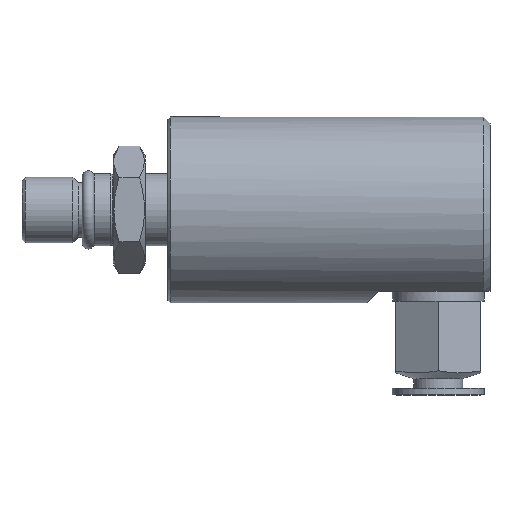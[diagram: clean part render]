
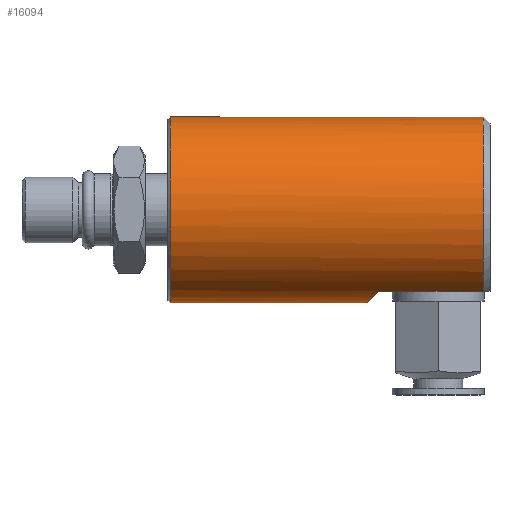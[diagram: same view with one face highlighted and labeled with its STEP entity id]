
A CAD part, top view. The second image highlights one B-rep face of the part: STEP entity #16094.
In plain terms, the highlighted cylindrical face has radius 14.185 mm (diameter 28.37 mm), a full revolution.
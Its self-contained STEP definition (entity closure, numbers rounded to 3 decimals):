
#95=ELLIPSE('',#16837,20.061,14.185);
#96=ELLIPSE('',#16838,20.061,14.185);
#2112=LINE('',#28119,#3712);
#2145=LINE('',#28274,#3745);
#2149=LINE('',#28302,#3749);
#2150=LINE('',#28310,#3750);
#2172=LINE('',#28514,#3772);
#2173=LINE('',#28515,#3773);
#2174=LINE('',#28518,#3774);
#2175=LINE('',#28539,#3775);
#3712=VECTOR('',#19523,3.108);
#3745=VECTOR('',#19670,3.108);
#3749=VECTOR('',#19706,5.346);
#3750=VECTOR('',#19707,5.346);
#3772=VECTOR('',#19889,7.546);
#3773=VECTOR('',#19890,7.546);
#3774=VECTOR('',#19893,14.185);
#3775=VECTOR('',#19894,14.185);
#4311=B_SPLINE_CURVE_WITH_KNOTS('',3,(#28520,#28521,#28522,#28523,#28524,
#28525,#28526,#28527,#28528,#28529,#28530,#28531,#28532,#28533,#28534,#28535,
#28536,#28537),.UNSPECIFIED.,.F.,.F.,(4,2,2,2,2,2,2,2,4),(-0.384,
-0.352,-0.32,-0.288,-0.256,
-0.224,-0.192,-0.16,-0.128),
 .UNSPECIFIED.);
#4312=B_SPLINE_CURVE_WITH_KNOTS('',3,(#28543,#28544,#28545,#28546,#28547,
#28548,#28549,#28550,#28551,#28552,#28553,#28554,#28555,#28556,#28557,#28558,
#28559,#28560,#28561),.UNSPECIFIED.,.F.,.F.,(4,2,2,2,3,2,2,2,4),(-0.128,
-0.096,-0.064,-0.032,0.,0.032,
0.064,0.096,0.128),.UNSPECIFIED.);
#4353=CYLINDRICAL_SURFACE('',#16840,14.185);
#5198=FACE_OUTER_BOUND('',#6129,.T.);
#6129=EDGE_LOOP('',(#14653,#14654,#14655,#14656,#14657,#14658,#14659,#14660,
#14661,#14662,#14663,#14664,#14665,#14666,#14667,#14668,#14669));
#6246=CIRCLE('',#16834,14.185);
#6247=CIRCLE('',#16841,14.185);
#6248=CIRCLE('',#16842,14.185);
#7673=VERTEX_POINT('',#28117);
#7674=VERTEX_POINT('',#28118);
#7717=VERTEX_POINT('',#28272);
#7718=VERTEX_POINT('',#28273);
#7726=VERTEX_POINT('',#28301);
#7727=VERTEX_POINT('',#28306);
#7785=VERTEX_POINT('',#28507);
#7786=VERTEX_POINT('',#28508);
#7787=VERTEX_POINT('',#28510);
#7788=VERTEX_POINT('',#28517);
#7789=VERTEX_POINT('',#28519);
#7790=VERTEX_POINT('',#28538);
#7791=VERTEX_POINT('',#28540);
#9911=EDGE_CURVE('',#7673,#7674,#2112,.T.);
#9981=EDGE_CURVE('',#7717,#7718,#2145,.T.);
#9995=EDGE_CURVE('',#7726,#7673,#2149,.T.);
#9998=EDGE_CURVE('',#7718,#7727,#2150,.T.);
#10078=EDGE_CURVE('',#7726,#7727,#6246,.T.);
#10079=EDGE_CURVE('',#7785,#7786,#95,.T.);
#10081=EDGE_CURVE('',#7786,#7787,#96,.T.);
#10082=EDGE_CURVE('',#7787,#7717,#2172,.T.);
#10083=EDGE_CURVE('',#7674,#7785,#2173,.T.);
#10084=EDGE_CURVE('',#7786,#7788,#2174,.T.);
#10085=EDGE_CURVE('',#7788,#7789,#4311,.T.);
#10086=EDGE_CURVE('',#7789,#7790,#2175,.T.);
#10087=EDGE_CURVE('',#7791,#7790,#6247,.T.);
#10088=EDGE_CURVE('',#7790,#7791,#6248,.T.);
#10089=EDGE_CURVE('',#7789,#7788,#4312,.T.);
#14653=ORIENTED_EDGE('',*,*,#10078,.F.);
#14654=ORIENTED_EDGE('',*,*,#9995,.T.);
#14655=ORIENTED_EDGE('',*,*,#9911,.T.);
#14656=ORIENTED_EDGE('',*,*,#10083,.T.);
#14657=ORIENTED_EDGE('',*,*,#10079,.T.);
#14658=ORIENTED_EDGE('',*,*,#10084,.T.);
#14659=ORIENTED_EDGE('',*,*,#10085,.T.);
#14660=ORIENTED_EDGE('',*,*,#10086,.T.);
#14661=ORIENTED_EDGE('',*,*,#10087,.F.);
#14662=ORIENTED_EDGE('',*,*,#10088,.F.);
#14663=ORIENTED_EDGE('',*,*,#10086,.F.);
#14664=ORIENTED_EDGE('',*,*,#10089,.T.);
#14665=ORIENTED_EDGE('',*,*,#10084,.F.);
#14666=ORIENTED_EDGE('',*,*,#10081,.T.);
#14667=ORIENTED_EDGE('',*,*,#10082,.T.);
#14668=ORIENTED_EDGE('',*,*,#9981,.T.);
#14669=ORIENTED_EDGE('',*,*,#9998,.T.);
#16094=ADVANCED_FACE('',(#5198),#4353,.T.);
#16834=AXIS2_PLACEMENT_3D('',#28504,#19876,#19877);
#16837=AXIS2_PLACEMENT_3D('',#28509,#19882,#19883);
#16838=AXIS2_PLACEMENT_3D('',#28512,#19885,#19886);
#16840=AXIS2_PLACEMENT_3D('',#28516,#19891,#19892);
#16841=AXIS2_PLACEMENT_3D('',#28541,#19895,#19896);
#16842=AXIS2_PLACEMENT_3D('',#28542,#19897,#19898);
#19523=DIRECTION('',(-1.,0.,0.));
#19670=DIRECTION('',(1.,0.,0.));
#19706=DIRECTION('',(-1.,0.,0.));
#19707=DIRECTION('',(1.,0.,0.));
#19876=DIRECTION('center_axis',(1.,0.,0.));
#19877=DIRECTION('ref_axis',(0.,1.,0.));
#19882=DIRECTION('center_axis',(-0.707,0.707,0.));
#19883=DIRECTION('ref_axis',(0.707,0.707,0.));
#19885=DIRECTION('center_axis',(-0.707,0.707,0.));
#19886=DIRECTION('ref_axis',(0.707,0.707,0.));
#19889=DIRECTION('',(1.,0.,0.));
#19890=DIRECTION('',(-1.,0.,0.));
#19891=DIRECTION('center_axis',(1.,0.,0.));
#19892=DIRECTION('ref_axis',(0.,1.,0.));
#19893=DIRECTION('',(-1.,0.,0.));
#19894=DIRECTION('',(-1.,0.,0.));
#19895=DIRECTION('center_axis',(-1.,0.,0.));
#19896=DIRECTION('ref_axis',(0.,-1.,0.));
#19897=DIRECTION('center_axis',(-1.,0.,0.));
#19898=DIRECTION('ref_axis',(0.,-1.,0.));
#28117=CARTESIAN_POINT('',(42.854,-12.435,-6.825));
#28118=CARTESIAN_POINT('',(39.746,-12.435,-6.825));
#28119=CARTESIAN_POINT('',(42.854,-12.435,-6.825));
#28272=CARTESIAN_POINT('',(39.746,-12.435,6.825));
#28273=CARTESIAN_POINT('',(42.854,-12.435,6.825));
#28274=CARTESIAN_POINT('',(39.746,-12.435,6.825));
#28301=CARTESIAN_POINT('',(48.2,-12.435,-6.825));
#28302=CARTESIAN_POINT('',(48.2,-12.435,-6.825));
#28306=CARTESIAN_POINT('',(48.2,-12.435,6.825));
#28310=CARTESIAN_POINT('',(42.854,-12.435,6.825));
#28504=CARTESIAN_POINT('Origin',(48.2,0.,0.));
#28507=CARTESIAN_POINT('',(32.2,-12.435,-6.825));
#28508=CARTESIAN_POINT('',(30.45,-14.185,0.));
#28509=CARTESIAN_POINT('Origin',(44.635,0.,0.));
#28510=CARTESIAN_POINT('',(32.2,-12.435,6.825));
#28512=CARTESIAN_POINT('Origin',(44.635,0.,0.));
#28514=CARTESIAN_POINT('',(32.2,-12.435,6.825));
#28515=CARTESIAN_POINT('',(39.746,-12.435,-6.825));
#28516=CARTESIAN_POINT('Origin',(24.6,0.,0.));
#28517=CARTESIAN_POINT('',(24.35,-14.185,0.));
#28518=CARTESIAN_POINT('',(24.6,-14.185,0.));
#28519=CARTESIAN_POINT('',(22.65,-14.185,0.));
#28520=CARTESIAN_POINT('Ctrl Pts',(24.35,-14.185,0.));
#28521=CARTESIAN_POINT('Ctrl Pts',(24.35,-14.185,-0.107));
#28522=CARTESIAN_POINT('Ctrl Pts',(24.329,-14.184,-0.221));
#28523=CARTESIAN_POINT('Ctrl Pts',(24.242,-14.179,-0.43));
#28524=CARTESIAN_POINT('Ctrl Pts',(24.176,-14.175,-0.526));
#28525=CARTESIAN_POINT('Ctrl Pts',(24.026,-14.169,-0.676));
#28526=CARTESIAN_POINT('Ctrl Pts',(23.93,-14.166,-0.742));
#28527=CARTESIAN_POINT('Ctrl Pts',(23.721,-14.161,-0.829));
#28528=CARTESIAN_POINT('Ctrl Pts',(23.607,-14.16,-0.85));
#28529=CARTESIAN_POINT('Ctrl Pts',(23.393,-14.16,-0.85));
#28530=CARTESIAN_POINT('Ctrl Pts',(23.279,-14.161,-0.829));
#28531=CARTESIAN_POINT('Ctrl Pts',(23.07,-14.166,-0.742));
#28532=CARTESIAN_POINT('Ctrl Pts',(22.974,-14.169,-0.676));
#28533=CARTESIAN_POINT('Ctrl Pts',(22.824,-14.175,-0.526));
#28534=CARTESIAN_POINT('Ctrl Pts',(22.758,-14.179,-0.43));
#28535=CARTESIAN_POINT('Ctrl Pts',(22.671,-14.184,-0.221));
#28536=CARTESIAN_POINT('Ctrl Pts',(22.65,-14.185,-0.107));
#28537=CARTESIAN_POINT('Ctrl Pts',(22.65,-14.185,0.));
#28538=CARTESIAN_POINT('',(0.4,-14.185,0.));
#28539=CARTESIAN_POINT('',(24.6,-14.185,0.));
#28540=CARTESIAN_POINT('',(0.4,14.185,0.));
#28541=CARTESIAN_POINT('Origin',(0.4,0.,0.));
#28542=CARTESIAN_POINT('Origin',(0.4,0.,0.));
#28543=CARTESIAN_POINT('Ctrl Pts',(22.65,-14.185,0.));
#28544=CARTESIAN_POINT('Ctrl Pts',(22.65,-14.185,0.107));
#28545=CARTESIAN_POINT('Ctrl Pts',(22.671,-14.184,0.221));
#28546=CARTESIAN_POINT('Ctrl Pts',(22.758,-14.179,0.43));
#28547=CARTESIAN_POINT('Ctrl Pts',(22.824,-14.175,0.526));
#28548=CARTESIAN_POINT('Ctrl Pts',(22.974,-14.169,0.676));
#28549=CARTESIAN_POINT('Ctrl Pts',(23.07,-14.166,0.742));
#28550=CARTESIAN_POINT('Ctrl Pts',(23.279,-14.161,0.829));
#28551=CARTESIAN_POINT('Ctrl Pts',(23.393,-14.16,0.85));
#28552=CARTESIAN_POINT('Ctrl Pts',(23.5,-14.16,0.85));
#28553=CARTESIAN_POINT('Ctrl Pts',(23.607,-14.16,0.85));
#28554=CARTESIAN_POINT('Ctrl Pts',(23.721,-14.161,0.829));
#28555=CARTESIAN_POINT('Ctrl Pts',(23.93,-14.166,0.742));
#28556=CARTESIAN_POINT('Ctrl Pts',(24.026,-14.169,0.676));
#28557=CARTESIAN_POINT('Ctrl Pts',(24.176,-14.175,0.526));
#28558=CARTESIAN_POINT('Ctrl Pts',(24.242,-14.179,0.43));
#28559=CARTESIAN_POINT('Ctrl Pts',(24.329,-14.184,0.221));
#28560=CARTESIAN_POINT('Ctrl Pts',(24.35,-14.185,0.107));
#28561=CARTESIAN_POINT('Ctrl Pts',(24.35,-14.185,0.));
